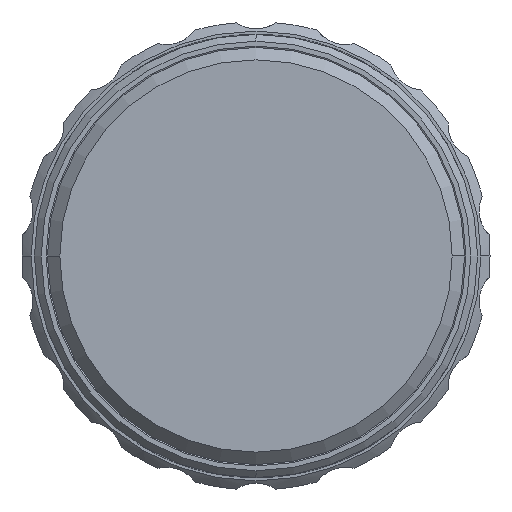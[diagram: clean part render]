
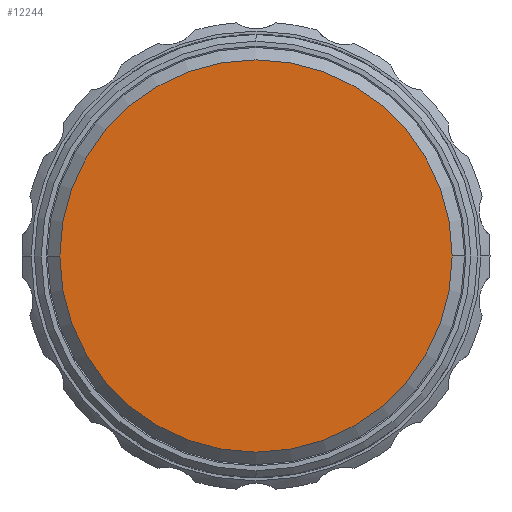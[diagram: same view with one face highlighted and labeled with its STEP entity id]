
A CAD part, front view. The second image highlights one B-rep face of the part: STEP entity #12244.
In plain terms, the highlighted planar face has unit normal (0, -1, 0).
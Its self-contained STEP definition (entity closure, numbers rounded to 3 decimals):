
#1200 = CARTESIAN_POINT ( 'NONE',  ( -14.25, -74.5, 0. ) ) ;
#1330 = ORIENTED_EDGE ( 'NONE', *, *, #4505, .F. ) ;
#1665 = DIRECTION ( 'NONE',  ( 1., 0., 0. ) ) ;
#1871 = AXIS2_PLACEMENT_3D ( 'NONE', #2901, #8222, #1665 ) ;
#2529 = FACE_OUTER_BOUND ( 'NONE', #3355, .T. ) ;
#2721 = DIRECTION ( 'NONE',  ( 0., 1., 0. ) ) ;
#2901 = CARTESIAN_POINT ( 'NONE',  ( -14.25, -74.5, 0. ) ) ;
#3355 = EDGE_LOOP ( 'NONE', ( #1330, #7223 ) ) ;
#4505 = EDGE_CURVE ( 'NONE', #6680, #8993, #9816, .T. ) ;
#4863 = CIRCLE ( 'NONE', #11295, 14.25 ) ;
#4912 = DIRECTION ( 'NONE',  ( -1., 0., 0. ) ) ;
#6680 = VERTEX_POINT ( 'NONE', #1200 ) ;
#7223 = ORIENTED_EDGE ( 'NONE', *, *, #8981, .F. ) ;
#8182 = PLANE ( 'NONE',  #1871 ) ;
#8222 = DIRECTION ( 'NONE',  ( 0., -1., 0. ) ) ;
#8981 = EDGE_CURVE ( 'NONE', #8993, #6680, #4863, .T. ) ;
#8993 = VERTEX_POINT ( 'NONE', #9636 ) ;
#9636 = CARTESIAN_POINT ( 'NONE',  ( 14.25, -74.5, 0. ) ) ;
#9729 = CARTESIAN_POINT ( 'NONE',  ( 0., -74.5, 0. ) ) ;
#9816 = CIRCLE ( 'NONE', #11810, 14.25 ) ;
#10313 = CARTESIAN_POINT ( 'NONE',  ( 0., -74.5, 0. ) ) ;
#11295 = AXIS2_PLACEMENT_3D ( 'NONE', #9729, #13995, #11939 ) ;
#11810 = AXIS2_PLACEMENT_3D ( 'NONE', #10313, #2721, #4912 ) ;
#11939 = DIRECTION ( 'NONE',  ( -1., 0., 0. ) ) ;
#12244 = ADVANCED_FACE ( 'NONE', ( #2529 ), #8182, .T. ) ;
#13995 = DIRECTION ( 'NONE',  ( 0., 1., 0. ) ) ;
